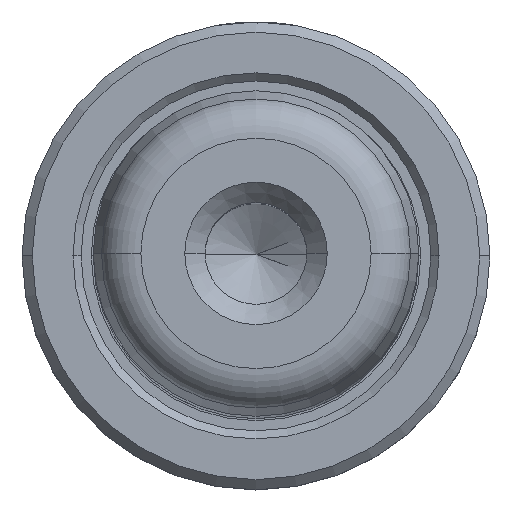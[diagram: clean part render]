
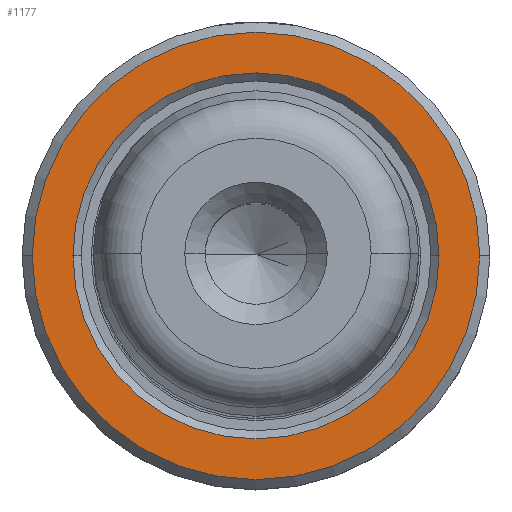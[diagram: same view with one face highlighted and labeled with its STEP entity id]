
A CAD part, top view. The second image highlights one B-rep face of the part: STEP entity #1177.
In plain terms, the highlighted planar face has unit normal (0, 0, 1).
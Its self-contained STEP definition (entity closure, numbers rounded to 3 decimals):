
#46 = AXIS2_PLACEMENT_3D ( 'NONE', #120, #99, #68 ) ;
#68 = DIRECTION ( 'NONE',  ( -1., 0., 0. ) ) ;
#85 = EDGE_LOOP ( 'NONE', ( #1403, #1522 ) ) ;
#99 = DIRECTION ( 'NONE',  ( 0., 0., 1. ) ) ;
#112 = EDGE_CURVE ( 'NONE', #1935, #445, #127, .T. ) ;
#120 = CARTESIAN_POINT ( 'NONE',  ( 0., 0., 30. ) ) ;
#127 = CIRCLE ( 'NONE', #46, 11. ) ;
#132 = EDGE_CURVE ( 'NONE', #997, #889, #1126, .T. ) ;
#251 = DIRECTION ( 'NONE',  ( -1., 0., 0. ) ) ;
#254 = DIRECTION ( 'NONE',  ( 0., 0., -1. ) ) ;
#259 = DIRECTION ( 'NONE',  ( -1., 0., 0. ) ) ;
#264 = DIRECTION ( 'NONE',  ( 0., 0., -1. ) ) ;
#283 = CARTESIAN_POINT ( 'NONE',  ( 8., 0., 30. ) ) ;
#326 = AXIS2_PLACEMENT_3D ( 'NONE', #1736, #1729, #1725 ) ;
#338 = PLANE ( 'NONE',  #1200 ) ;
#403 = AXIS2_PLACEMENT_3D ( 'NONE', #1290, #264, #259 ) ;
#404 = FACE_BOUND ( 'NONE', #85, .T. ) ;
#406 = FACE_OUTER_BOUND ( 'NONE', #1292, .T. ) ;
#445 = VERTEX_POINT ( 'NONE', #954 ) ;
#889 = VERTEX_POINT ( 'NONE', #2068 ) ;
#954 = CARTESIAN_POINT ( 'NONE',  ( -11., 0., 30. ) ) ;
#997 = VERTEX_POINT ( 'NONE', #1778 ) ;
#1009 = CIRCLE ( 'NONE', #403, 9. ) ;
#1085 = DIRECTION ( 'NONE',  ( -1., 0., 0. ) ) ;
#1098 = DIRECTION ( 'NONE',  ( 0., 0., 1. ) ) ;
#1105 = CARTESIAN_POINT ( 'NONE',  ( 0., 0., 30. ) ) ;
#1107 = EDGE_CURVE ( 'NONE', #445, #1935, #1713, .T. ) ;
#1126 = CIRCLE ( 'NONE', #326, 9. ) ;
#1169 = EDGE_CURVE ( 'NONE', #889, #997, #1009, .T. ) ;
#1177 = ADVANCED_FACE ( 'NONE', ( #406, #404 ), #338, .F. ) ;
#1200 = AXIS2_PLACEMENT_3D ( 'NONE', #283, #254, #251 ) ;
#1290 = CARTESIAN_POINT ( 'NONE',  ( 0., 0., 30. ) ) ;
#1292 = EDGE_LOOP ( 'NONE', ( #2273, #1841 ) ) ;
#1403 = ORIENTED_EDGE ( 'NONE', *, *, #132, .T. ) ;
#1522 = ORIENTED_EDGE ( 'NONE', *, *, #1169, .T. ) ;
#1555 = CARTESIAN_POINT ( 'NONE',  ( 11., 0., 30. ) ) ;
#1713 = CIRCLE ( 'NONE', #1934, 11. ) ;
#1725 = DIRECTION ( 'NONE',  ( -1., 0., 0. ) ) ;
#1729 = DIRECTION ( 'NONE',  ( 0., 0., -1. ) ) ;
#1736 = CARTESIAN_POINT ( 'NONE',  ( 0., 0., 30. ) ) ;
#1778 = CARTESIAN_POINT ( 'NONE',  ( 9., 0., 30. ) ) ;
#1841 = ORIENTED_EDGE ( 'NONE', *, *, #112, .T. ) ;
#1934 = AXIS2_PLACEMENT_3D ( 'NONE', #1105, #1098, #1085 ) ;
#1935 = VERTEX_POINT ( 'NONE', #1555 ) ;
#2068 = CARTESIAN_POINT ( 'NONE',  ( -9., 0., 30. ) ) ;
#2273 = ORIENTED_EDGE ( 'NONE', *, *, #1107, .T. ) ;
